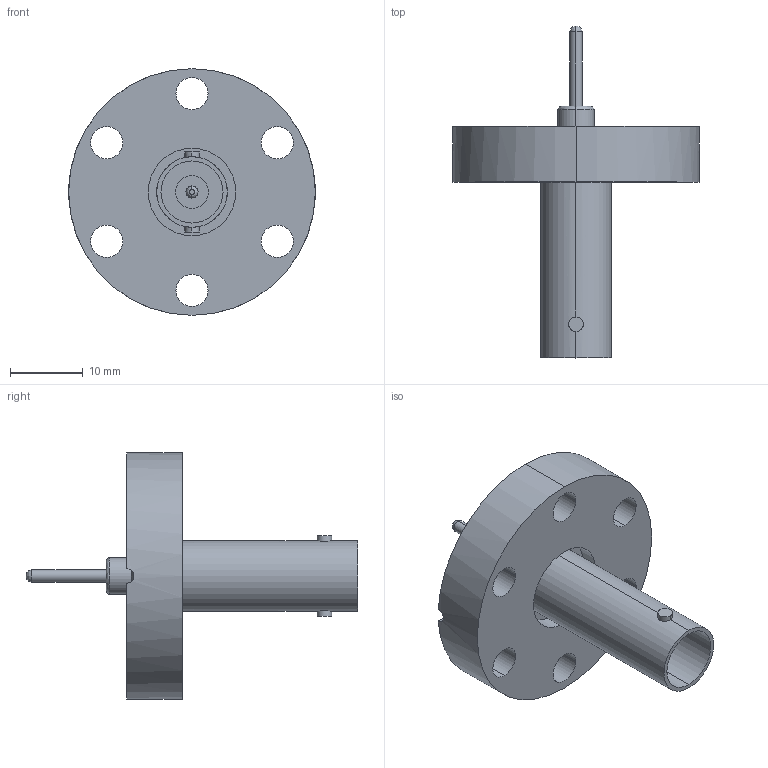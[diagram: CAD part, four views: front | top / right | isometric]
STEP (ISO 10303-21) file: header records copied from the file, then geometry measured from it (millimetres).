
FILE_DESCRIPTION (( 'STEP AP214' ), '1' );
FILE_NAME ('242-SHV50-C16.STEP', '2015-03-05T07:31:01', ( '' ), ( '' ), 'SwSTEP 2.0', 'SolidWorks 2014', '' );
FILE_SCHEMA (( 'AUTOMOTIVE_DESIGN' ));
Length unit declared in the file: millimetre
Products named in the file (3): 242-SHV50; 9242-SHV50-C16_DN16 CF; 242-SHV50-C16
Assembly tree (2 placements, depth 2):
  242-SHV50-C16
    9242-SHV50-C16_DN16 CF
    242-SHV50
Bounding box: 33.8 x 45.5 x 33.8 mm (x, y, z)
Volume: 6423.2 mm3; surface area: 5315 mm2
Topology: 2 solids, 2 shells, 67 faces, 152 edges, 96 vertices
Faces by surface type: cylinder 42, plane 15, bspline 6, cone 4
Entity records: 2232 total; most frequent: CARTESIAN_POINT 558, DIRECTION 362, ORIENTED_EDGE 304, AXIS2_PLACEMENT_3D 156, EDGE_CURVE 152, VERTEX_POINT 96, CIRCLE 90, EDGE_LOOP 88
